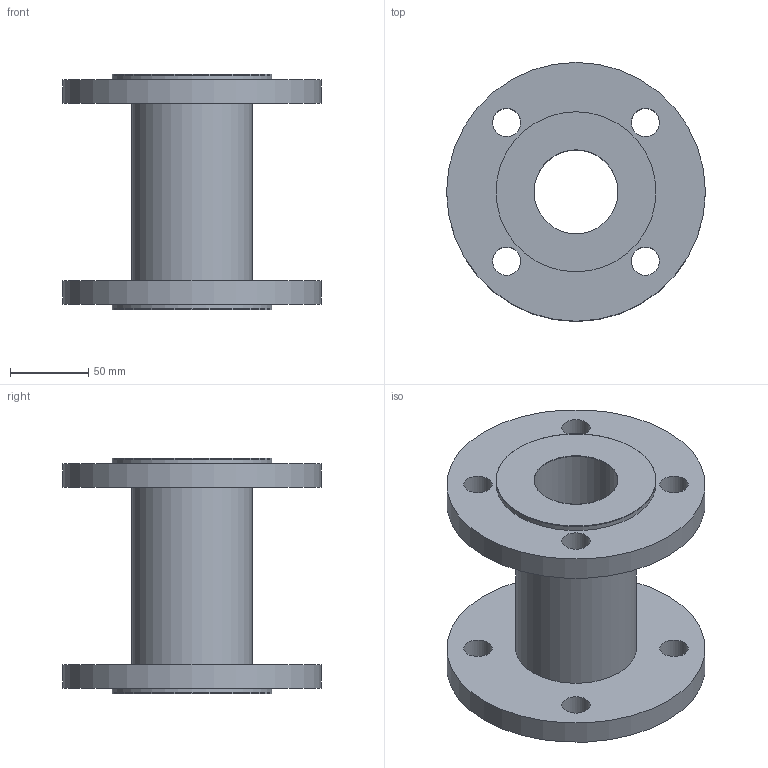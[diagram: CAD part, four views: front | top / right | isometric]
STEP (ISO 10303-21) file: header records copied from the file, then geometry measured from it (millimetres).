
FILE_DESCRIPTION(/* description */ ('1521050'),/* implementation_level */ '2;1');
FILE_NAME(/* name */ '1521050.stp',/* time_stamp */ '2017-12-05T16:33:30+01:00',/* author */ ('jmorand'),/* organization */ ('Sferaco'),/* preprocessor_version */ 'ST-DEVELOPER v16.5',/* originating_system */ 'Autodesk Inventor 2017',/* authorisation */ '');
FILE_SCHEMA (('CONFIG_CONTROL_DESIGN'));
Length unit declared in the file: millimetre
Products named in the file (3): 1521050_ens; 1521050_corps; 1521050_chemise
Assembly tree (3 placements, depth 2):
  1521050_ens
    1521050_corps
    1521050_chemise  x2
Bounding box: 165 x 165 x 150 mm (x, y, z)
Volume: 857134.5 mm3; surface area: 168468.3 mm2
Topology: 3 solids, 3 shells, 28 faces, 63 edges, 45 vertices
Faces by surface type: cylinder 18, plane 10
Full cylindrical faces by diameter (mm): 18 x8, 53.5 x3, 77 x1, 102 x4, 165 x2
Entity records: 709 total; most frequent: DIRECTION 124, CARTESIAN_POINT 94, EDGE_LOOP 64, ORIENTED_EDGE 64, AXIS2_PLACEMENT_3D 62, FACE_BOUND 40, CIRCLE 32, VERTEX_POINT 32
